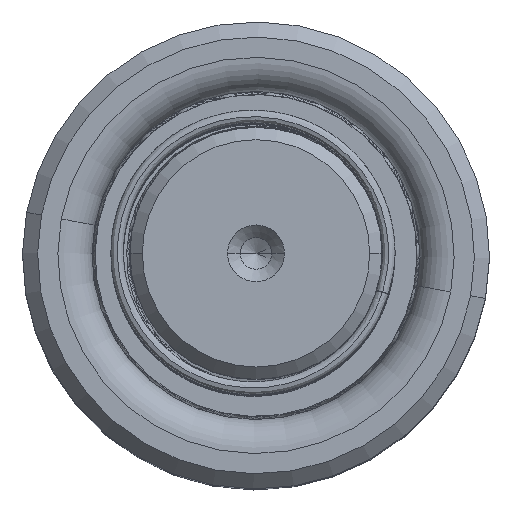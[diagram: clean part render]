
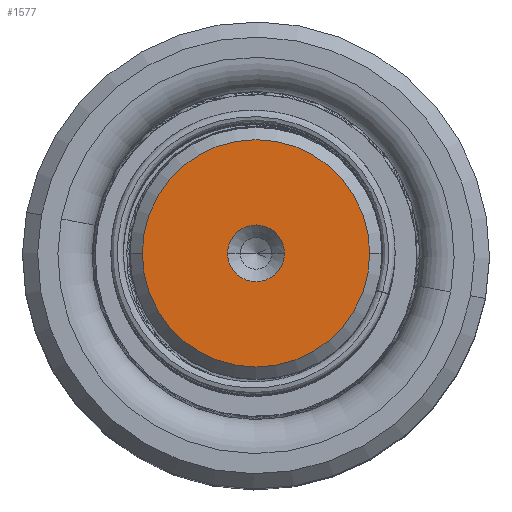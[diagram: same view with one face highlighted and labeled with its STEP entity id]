
A CAD part, top view. The second image highlights one B-rep face of the part: STEP entity #1577.
In plain terms, the highlighted planar face has unit normal (0, 0, 1).
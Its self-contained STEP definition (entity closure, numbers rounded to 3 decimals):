
#1448 = VERTEX_POINT ( 'NONE', #12619 ) ;
#1577 = ADVANCED_FACE ( 'NONE', ( #18791, #23433 ), #18689, .T. ) ;
#1845 = ORIENTED_EDGE ( 'NONE', *, *, #7568, .T. ) ;
#2187 = EDGE_CURVE ( 'NONE', #1448, #31783, #4333, .T. ) ;
#3650 = DIRECTION ( 'NONE',  ( 1., 0., 0. ) ) ;
#4333 = CIRCLE ( 'NONE', #12212, 2.25 ) ;
#4545 = DIRECTION ( 'NONE',  ( 0., 0., 1. ) ) ;
#5007 = AXIS2_PLACEMENT_3D ( 'NONE', #27844, #10514, #8134 ) ;
#6688 = DIRECTION ( 'NONE',  ( 0., 0., 1. ) ) ;
#6772 = VERTEX_POINT ( 'NONE', #11288 ) ;
#6847 = ORIENTED_EDGE ( 'NONE', *, *, #21906, .T. ) ;
#7568 = EDGE_CURVE ( 'NONE', #6772, #8161, #22814, .T. ) ;
#7819 = CARTESIAN_POINT ( 'NONE',  ( 0., 0., 150. ) ) ;
#8134 = DIRECTION ( 'NONE',  ( 1., 0., 0. ) ) ;
#8161 = VERTEX_POINT ( 'NONE', #22405 ) ;
#8531 = ORIENTED_EDGE ( 'NONE', *, *, #27768, .F. ) ;
#10514 = DIRECTION ( 'NONE',  ( 0., 0., 1. ) ) ;
#11288 = CARTESIAN_POINT ( 'NONE',  ( 9.009, 0., 150. ) ) ;
#12212 = AXIS2_PLACEMENT_3D ( 'NONE', #28651, #15125, #12293 ) ;
#12293 = DIRECTION ( 'NONE',  ( 1., 0., 0. ) ) ;
#12619 = CARTESIAN_POINT ( 'NONE',  ( -2.25, 0., 150. ) ) ;
#13572 = EDGE_LOOP ( 'NONE', ( #6847, #1845 ) ) ;
#15125 = DIRECTION ( 'NONE',  ( 0., 0., 1. ) ) ;
#17859 = CIRCLE ( 'NONE', #31118, 9.009 ) ;
#18689 = PLANE ( 'NONE',  #5007 ) ;
#18708 = EDGE_LOOP ( 'NONE', ( #8531, #33528 ) ) ;
#18791 = FACE_BOUND ( 'NONE', #18708, .T. ) ;
#21196 = AXIS2_PLACEMENT_3D ( 'NONE', #7819, #32100, #26814 ) ;
#21906 = EDGE_CURVE ( 'NONE', #8161, #6772, #17859, .T. ) ;
#22405 = CARTESIAN_POINT ( 'NONE',  ( -9.009, 0., 150. ) ) ;
#22814 = CIRCLE ( 'NONE', #25006, 9.009 ) ;
#22932 = CARTESIAN_POINT ( 'NONE',  ( 0., 0., 150. ) ) ;
#23433 = FACE_OUTER_BOUND ( 'NONE', #13572, .T. ) ;
#23494 = DIRECTION ( 'NONE',  ( 1., 0., 0. ) ) ;
#23731 = CARTESIAN_POINT ( 'NONE',  ( 0., 0., 150. ) ) ;
#25006 = AXIS2_PLACEMENT_3D ( 'NONE', #23731, #4545, #23494 ) ;
#26814 = DIRECTION ( 'NONE',  ( 1., 0., 0. ) ) ;
#27768 = EDGE_CURVE ( 'NONE', #31783, #1448, #33059, .T. ) ;
#27844 = CARTESIAN_POINT ( 'NONE',  ( 0., 0., 150. ) ) ;
#28651 = CARTESIAN_POINT ( 'NONE',  ( 0., 0., 150. ) ) ;
#31118 = AXIS2_PLACEMENT_3D ( 'NONE', #22932, #6688, #3650 ) ;
#31783 = VERTEX_POINT ( 'NONE', #34828 ) ;
#32100 = DIRECTION ( 'NONE',  ( 0., 0., 1. ) ) ;
#33059 = CIRCLE ( 'NONE', #21196, 2.25 ) ;
#33528 = ORIENTED_EDGE ( 'NONE', *, *, #2187, .F. ) ;
#34828 = CARTESIAN_POINT ( 'NONE',  ( 2.25, 0., 150. ) ) ;
